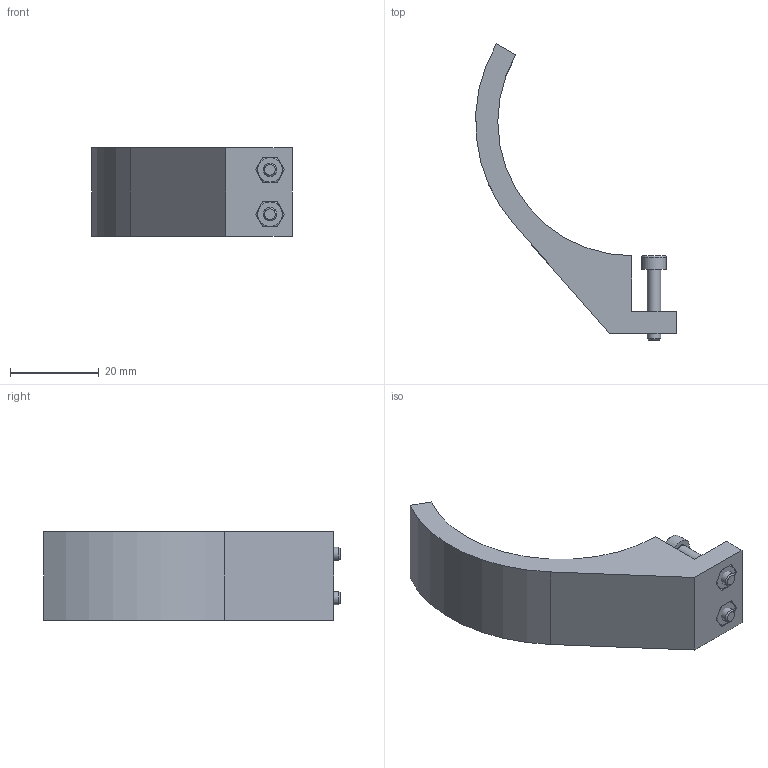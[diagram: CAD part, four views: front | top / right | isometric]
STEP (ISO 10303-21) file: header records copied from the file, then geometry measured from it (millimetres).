
FILE_DESCRIPTION((''),'2;1');
FILE_NAME('CLIP.iam.step','2013-12-08T06:23:15',(''),(''),'Autodesk Inventor 2013','Autodesk Inventor 2013','');
FILE_SCHEMA(('AUTOMOTIVE_DESIGN { 1 0 10303 214 1 1 1 1 }'));
Length unit declared in the file: millimetre
Products named in the file (4): CLIP; clip; M3 NUT; M3x16
Assembly tree (5 placements, depth 2):
  CLIP
    clip
    M3 NUT  x2
    M3x16  x2
Bounding box: 45.1 x 66.74 x 20 mm (x, y, z)
Volume: 11433.4 mm3; surface area: 5693.6 mm2
Topology: 5 solids, 5 shells, 102 faces, 230 edges, 142 vertices
Faces by surface type: plane 56, cone 32, cylinder 10, torus 4
Full cylindrical faces by diameter (mm): 1.221 x2, 3 x2, 3.2 x2, 5.5 x2
Entity records: 1831 total; most frequent: CARTESIAN_POINT 359, DIRECTION 282, ORIENTED_EDGE 270, EDGE_CURVE 135, AXIS2_PLACEMENT_3D 104, VERTEX_POINT 91, EDGE_LOOP 84, VECTOR 74
